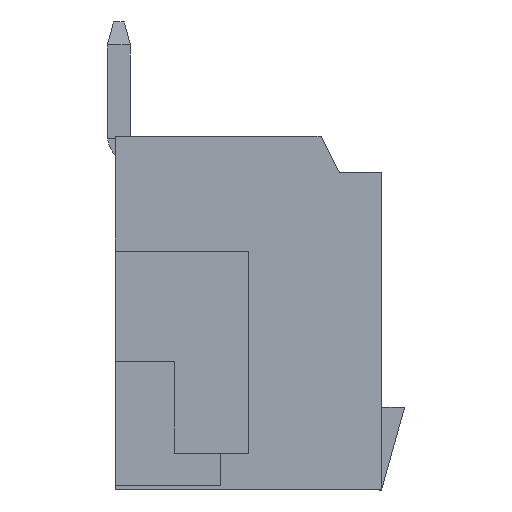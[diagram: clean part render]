
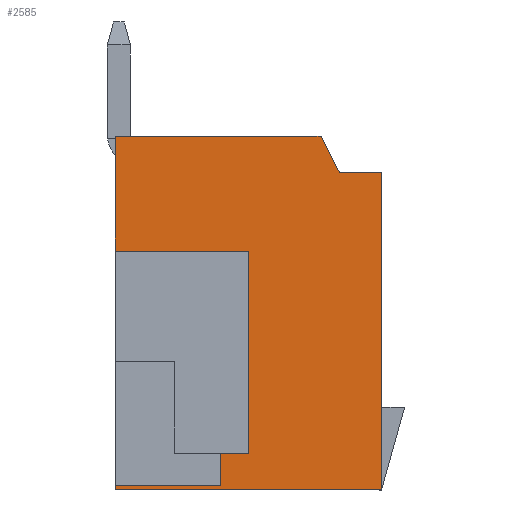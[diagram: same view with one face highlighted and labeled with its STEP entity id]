
A CAD part, left-side view. The second image highlights one B-rep face of the part: STEP entity #2585.
In plain terms, the highlighted planar face has unit normal (-1, 0, 0).
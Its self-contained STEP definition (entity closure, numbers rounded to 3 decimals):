
#50 = LINE ( 'NONE', #7347, #2011 ) ;
#127 = VERTEX_POINT ( 'NONE', #1241 ) ;
#332 = DIRECTION ( 'NONE',  ( 0., 0., 1. ) ) ;
#667 = DIRECTION ( 'NONE',  ( 0., 1., 0. ) ) ;
#759 = VERTEX_POINT ( 'NONE', #897 ) ;
#816 = DIRECTION ( 'NONE',  ( 0., 0., -1. ) ) ;
#897 = CARTESIAN_POINT ( 'NONE',  ( 1.027, 3.5, -7.3 ) ) ;
#936 = CARTESIAN_POINT ( 'NONE',  ( 1.027, 2.9, -2.2 ) ) ;
#968 = CARTESIAN_POINT ( 'NONE',  ( 1.027, 3.5, -6.6 ) ) ;
#1130 = VERTEX_POINT ( 'NONE', #4847 ) ;
#1217 = CARTESIAN_POINT ( 'NONE',  ( 1.027, 0., -0.5 ) ) ;
#1241 = CARTESIAN_POINT ( 'NONE',  ( 1.027, 0., -7.4 ) ) ;
#1259 = LINE ( 'NONE', #1217, #7838 ) ;
#1391 = CARTESIAN_POINT ( 'NONE',  ( 1.027, 5.8, 0.3 ) ) ;
#1506 = CARTESIAN_POINT ( 'NONE',  ( 1.027, 0., 0.3 ) ) ;
#1519 = DIRECTION ( 'NONE',  ( 1., 0., 0. ) ) ;
#1601 = ORIENTED_EDGE ( 'NONE', *, *, #5611, .F. ) ;
#1739 = CARTESIAN_POINT ( 'NONE',  ( 1.027, 5.8, -7.3 ) ) ;
#1748 = ORIENTED_EDGE ( 'NONE', *, *, #6755, .T. ) ;
#2006 = DIRECTION ( 'NONE',  ( 0., 0., -1. ) ) ;
#2011 = VECTOR ( 'NONE', #4411, 1000. ) ;
#2144 = ORIENTED_EDGE ( 'NONE', *, *, #6690, .T. ) ;
#2159 = FACE_OUTER_BOUND ( 'NONE', #3759, .T. ) ;
#2186 = AXIS2_PLACEMENT_3D ( 'NONE', #3920, #1519, #3342 ) ;
#2227 = CARTESIAN_POINT ( 'NONE',  ( 1.027, 0.917, -0.5 ) ) ;
#2286 = VERTEX_POINT ( 'NONE', #5354 ) ;
#2363 = VERTEX_POINT ( 'NONE', #1739 ) ;
#2585 = ADVANCED_FACE ( 'NONE', ( #2159 ), #4518, .F. ) ;
#2648 = LINE ( 'NONE', #4585, #4870 ) ;
#2775 = DIRECTION ( 'NONE',  ( 0., 0., 1. ) ) ;
#2918 = VECTOR ( 'NONE', #7397, 1000. ) ;
#2961 = VERTEX_POINT ( 'NONE', #2227 ) ;
#3029 = VECTOR ( 'NONE', #5644, 1000. ) ;
#3226 = EDGE_CURVE ( 'NONE', #4472, #6364, #7666, .T. ) ;
#3236 = LINE ( 'NONE', #7056, #3919 ) ;
#3303 = VERTEX_POINT ( 'NONE', #5367 ) ;
#3342 = DIRECTION ( 'NONE',  ( 0., 0., -1. ) ) ;
#3380 = EDGE_CURVE ( 'NONE', #2961, #4472, #2648, .T. ) ;
#3422 = VECTOR ( 'NONE', #2775, 1000. ) ;
#3538 = EDGE_CURVE ( 'NONE', #3303, #4234, #50, .T. ) ;
#3599 = VERTEX_POINT ( 'NONE', #7721 ) ;
#3645 = EDGE_CURVE ( 'NONE', #3599, #6787, #4140, .T. ) ;
#3654 = ORIENTED_EDGE ( 'NONE', *, *, #3226, .T. ) ;
#3756 = ORIENTED_EDGE ( 'NONE', *, *, #3380, .T. ) ;
#3759 = EDGE_LOOP ( 'NONE', ( #4979, #3756, #3654, #4879, #6223, #7932, #5113, #1601, #3842, #5110, #2144, #1748 ) ) ;
#3842 = ORIENTED_EDGE ( 'NONE', *, *, #7117, .F. ) ;
#3919 = VECTOR ( 'NONE', #2006, 1000. ) ;
#3920 = CARTESIAN_POINT ( 'NONE',  ( 1.027, 0., 0. ) ) ;
#3995 = DIRECTION ( 'NONE',  ( 0., 0.45, 0.893 ) ) ;
#4025 = CARTESIAN_POINT ( 'NONE',  ( 1.027, 5.8, 0. ) ) ;
#4033 = LINE ( 'NONE', #1506, #3422 ) ;
#4140 = LINE ( 'NONE', #936, #6164 ) ;
#4213 = CARTESIAN_POINT ( 'NONE',  ( 1.027, 1.319, 0.3 ) ) ;
#4234 = VERTEX_POINT ( 'NONE', #7130 ) ;
#4400 = EDGE_CURVE ( 'NONE', #2363, #1130, #5215, .T. ) ;
#4411 = DIRECTION ( 'NONE',  ( 0., 1., 0. ) ) ;
#4472 = VERTEX_POINT ( 'NONE', #4213 ) ;
#4518 = PLANE ( 'NONE',  #2186 ) ;
#4585 = CARTESIAN_POINT ( 'NONE',  ( 1.027, 0.932, -0.469 ) ) ;
#4847 = CARTESIAN_POINT ( 'NONE',  ( 1.027, 5.8, -7.4 ) ) ;
#4870 = VECTOR ( 'NONE', #3995, 1000. ) ;
#4879 = ORIENTED_EDGE ( 'NONE', *, *, #6048, .T. ) ;
#4979 = ORIENTED_EDGE ( 'NONE', *, *, #6394, .T. ) ;
#5110 = ORIENTED_EDGE ( 'NONE', *, *, #4400, .T. ) ;
#5113 = ORIENTED_EDGE ( 'NONE', *, *, #3538, .T. ) ;
#5146 = CARTESIAN_POINT ( 'NONE',  ( 1.027, 2.9, -7.4 ) ) ;
#5215 = LINE ( 'NONE', #4025, #5424 ) ;
#5354 = CARTESIAN_POINT ( 'NONE',  ( 1.027, 0., -0.5 ) ) ;
#5367 = CARTESIAN_POINT ( 'NONE',  ( 1.027, 2.9, -6.6 ) ) ;
#5424 = VECTOR ( 'NONE', #816, 1000. ) ;
#5458 = LINE ( 'NONE', #6146, #6533 ) ;
#5611 = EDGE_CURVE ( 'NONE', #759, #4234, #7752, .T. ) ;
#5644 = DIRECTION ( 'NONE',  ( 0., 0., -1. ) ) ;
#5760 = CARTESIAN_POINT ( 'NONE',  ( 1.027, 2.9, -2.2 ) ) ;
#5815 = DIRECTION ( 'NONE',  ( 0., 1., 0. ) ) ;
#5973 = VECTOR ( 'NONE', #332, 1000. ) ;
#6048 = EDGE_CURVE ( 'NONE', #6364, #3599, #3236, .T. ) ;
#6077 = DIRECTION ( 'NONE',  ( 0., -1., 0. ) ) ;
#6146 = CARTESIAN_POINT ( 'NONE',  ( 1.027, 3.5, -7.3 ) ) ;
#6164 = VECTOR ( 'NONE', #6568, 1000. ) ;
#6194 = EDGE_CURVE ( 'NONE', #6787, #3303, #6251, .T. ) ;
#6223 = ORIENTED_EDGE ( 'NONE', *, *, #3645, .T. ) ;
#6251 = LINE ( 'NONE', #5146, #3029 ) ;
#6310 = CARTESIAN_POINT ( 'NONE',  ( 1.027, 5.8, 0.3 ) ) ;
#6364 = VERTEX_POINT ( 'NONE', #1391 ) ;
#6394 = EDGE_CURVE ( 'NONE', #2286, #2961, #1259, .T. ) ;
#6533 = VECTOR ( 'NONE', #6077, 1000. ) ;
#6568 = DIRECTION ( 'NONE',  ( 0., -1., 0. ) ) ;
#6690 = EDGE_CURVE ( 'NONE', #1130, #127, #7515, .T. ) ;
#6755 = EDGE_CURVE ( 'NONE', #127, #2286, #4033, .T. ) ;
#6787 = VERTEX_POINT ( 'NONE', #5760 ) ;
#7056 = CARTESIAN_POINT ( 'NONE',  ( 1.027, 5.8, -2.2 ) ) ;
#7117 = EDGE_CURVE ( 'NONE', #2363, #759, #5458, .T. ) ;
#7130 = CARTESIAN_POINT ( 'NONE',  ( 1.027, 3.5, -6.6 ) ) ;
#7333 = VECTOR ( 'NONE', #5815, 1000. ) ;
#7347 = CARTESIAN_POINT ( 'NONE',  ( 1.027, 0., -6.6 ) ) ;
#7397 = DIRECTION ( 'NONE',  ( 0., -1., 0. ) ) ;
#7515 = LINE ( 'NONE', #7560, #2918 ) ;
#7560 = CARTESIAN_POINT ( 'NONE',  ( 1.027, 0., -7.4 ) ) ;
#7666 = LINE ( 'NONE', #6310, #7333 ) ;
#7721 = CARTESIAN_POINT ( 'NONE',  ( 1.027, 5.8, -2.2 ) ) ;
#7752 = LINE ( 'NONE', #968, #5973 ) ;
#7838 = VECTOR ( 'NONE', #667, 1000. ) ;
#7932 = ORIENTED_EDGE ( 'NONE', *, *, #6194, .T. ) ;
